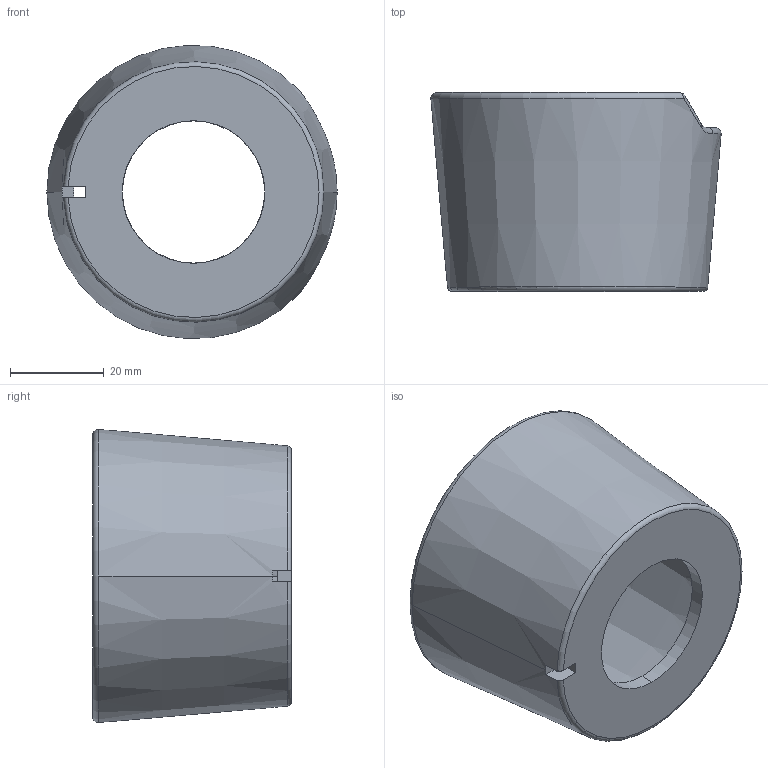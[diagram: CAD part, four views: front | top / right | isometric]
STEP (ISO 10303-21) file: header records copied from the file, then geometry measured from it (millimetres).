
FILE_DESCRIPTION((''),'2;1');
FILE_NAME('182489_ASM','2014-07-22T',('pdmadmin'),(''),'PRO/ENGINEER BY PARAMETRIC TECHNOLOGY CORPORATION, 2013230','PRO/ENGINEER BY PARAMETRIC TECHNOLOGY CORPORATION, 2013230','');
FILE_SCHEMA(('CONFIG_CONTROL_DESIGN'));
Length unit declared in the file: millimetre
Products named in the file (2): 179384; 182489_ASM
Assembly tree (1 placements, depth 2):
  182489_ASM
    179384
Bounding box: 62.04 x 42.5 x 62.64 mm (x, y, z)
Volume: 21989.5 mm3; surface area: 17693.9 mm2
Topology: 1 solids, 1 shells, 21 faces, 63 edges, 42 vertices
Faces by surface type: plane 6, cone 6, bspline 6, torus 3
Entity records: 1725 total; most frequent: CARTESIAN_POINT 1119, ORIENTED_EDGE 126, DIRECTION 106, EDGE_CURVE 63, AXIS2_PLACEMENT_3D 45, VERTEX_POINT 42, CIRCLE 27, EDGE_LOOP 23
